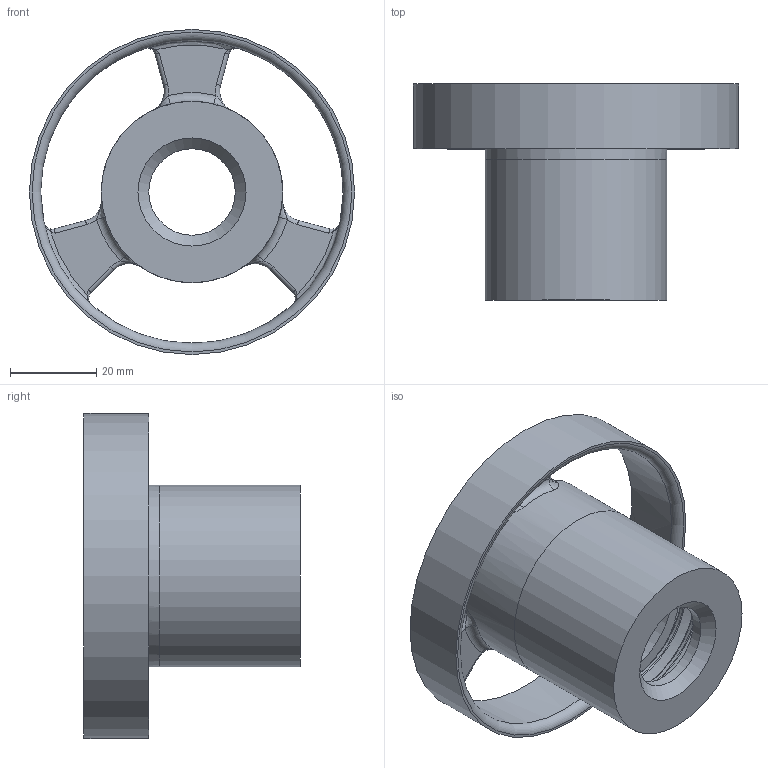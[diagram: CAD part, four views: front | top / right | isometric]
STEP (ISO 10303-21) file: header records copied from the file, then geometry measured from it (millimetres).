
FILE_DESCRIPTION(/* description */ (''),/* implementation_level */ '2;1');
FILE_NAME(/* name */ 'LatchMechPrinterTest v2.step',/* time_stamp */ '2023-09-28T22:55:05-04:00',/* author */ (''),/* organization */ (''),/* preprocessor_version */ 'ST-DEVELOPER v20',/* originating_system */ 'Autodesk Translation Framework v12.14.0.127',/* authorisation */ '');
FILE_SCHEMA (('AUTOMOTIVE_DESIGN { 1 0 10303 214 3 1 1 }'));
Length unit declared in the file: millimetre
Products named in the file (3): LatchMechPrinterTest; Body; Retainer
Assembly tree (2 placements, depth 2):
  LatchMechPrinterTest
    Body
    Retainer
Bounding box: 75.2 x 50 x 75.2 mm (x, y, z)
Volume: 38770.4 mm3; surface area: 30417 mm2
Topology: 2 solids, 2 shells, 100 faces, 275 edges, 173 vertices
Faces by surface type: cylinder 50, bspline 20, plane 16, torus 13, cone 1
Full cylindrical faces by diameter (mm): 20 x1, 31.5 x1, 34.132 x3, 34.97 x6, 38.703 x3, 39.439 x6, 42 x2, 70 x1, 75.2 x1
Entity records: 8887 total; most frequent: CARTESIAN_POINT 6475, ORIENTED_EDGE 538, DIRECTION 411, EDGE_CURVE 269, VERTEX_POINT 173, AXIS2_PLACEMENT_3D 170, B_SPLINE_CURVE_WITH_KNOTS 113, EDGE_LOOP 110
